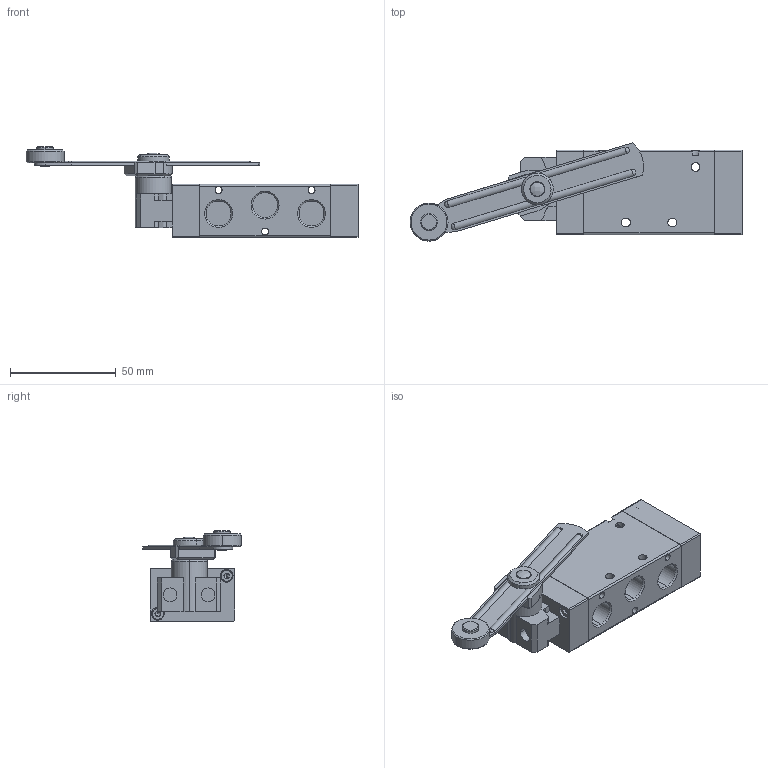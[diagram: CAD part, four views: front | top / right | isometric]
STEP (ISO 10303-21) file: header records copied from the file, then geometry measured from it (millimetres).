
FILE_DESCRIPTION (( 'STEP AP214' ), '1' );
FILE_NAME ('97_4_g53.STEP', '2015-12-21T15:02:37', ( '' ), ( '' ), 'SwSTEP 2.0', 'SolidWorks 2016', '' );
FILE_SCHEMA (( 'AUTOMOTIVE_DESIGN' ));
Length unit declared in the file: millimetre
Products named in the file (1): 97_4_g53
Bounding box: 157.19 x 46.56 x 42.8 mm (x, y, z)
Volume: 94346 mm3; surface area: 31628.3 mm2
Topology: 10 solids, 10 shells, 407 faces, 980 edges, 616 vertices
Faces by surface type: plane 195, cylinder 122, cone 41, bspline 25, torus 22, sphere 2
Entity records: 14465 total; most frequent: CARTESIAN_POINT 3959, DIRECTION 2021, ORIENTED_EDGE 1940, EDGE_CURVE 970, AXIS2_PLACEMENT_3D 730, VERTEX_POINT 616, LINE 561, VECTOR 561
